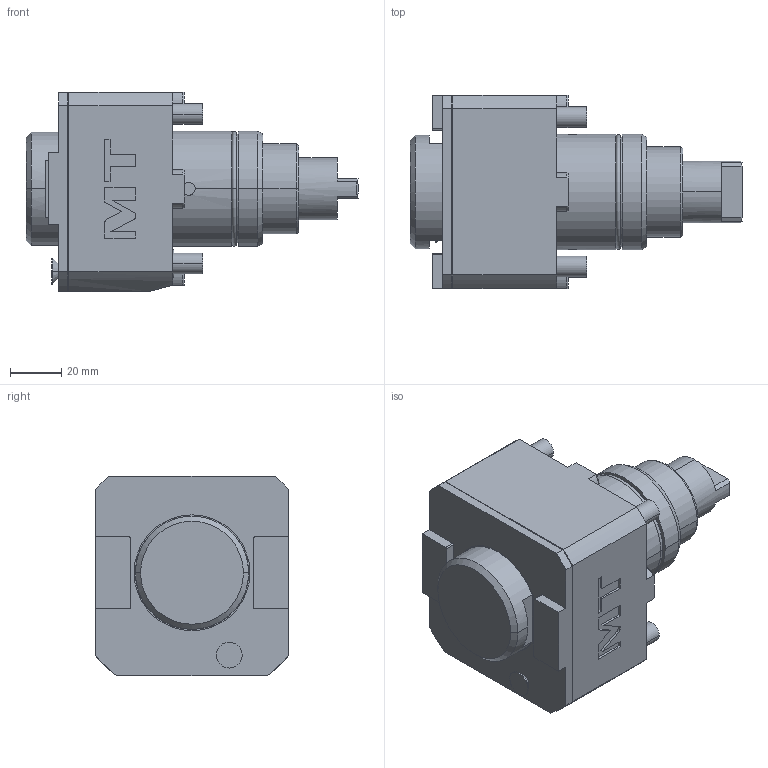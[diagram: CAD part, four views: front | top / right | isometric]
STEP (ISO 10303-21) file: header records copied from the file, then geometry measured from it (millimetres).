
FILE_DESCRIPTION((''),'2;1');
FILE_NAME('SPN0170425_CONF','2025-01-21T14:48:05',('fpalella'),('M.T. srl'),'CREO PARAMETRIC BY PTC INC, 2023352','CREO PARAMETRIC BY PTC INC, 2023352','');
FILE_SCHEMA(('CONFIG_CONTROL_DESIGN'));
Length unit declared in the file: millimetre
Products named in the file (1): SPN0170425_CONF
Bounding box: 129 x 75 x 77.5 mm (x, y, z)
Volume: 353852.3 mm3; surface area: 44885.1 mm2
Topology: 1 solids, 1 shells, 208 faces, 532 edges, 348 vertices
Faces by surface type: plane 110, cylinder 70, cone 18, torus 6, extrusion 4
Entity records: 6563 total; most frequent: CARTESIAN_POINT 1355, DIRECTION 1084, ORIENTED_EDGE 1064, EDGE_CURVE 532, AXIS2_PLACEMENT_3D 382, VERTEX_POINT 348, VECTOR 320, LINE 316
